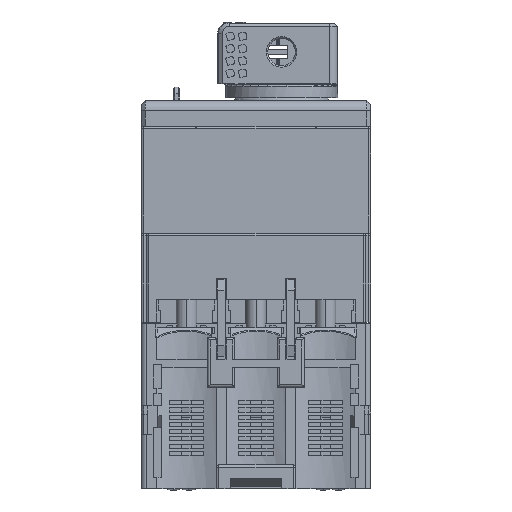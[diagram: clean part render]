
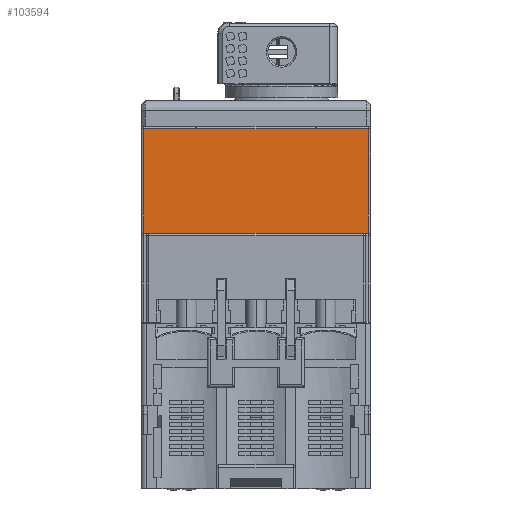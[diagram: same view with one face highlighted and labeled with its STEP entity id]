
A CAD part, front view. The second image highlights one B-rep face of the part: STEP entity #103594.
In plain terms, the highlighted planar face has unit normal (0, -1, 0).
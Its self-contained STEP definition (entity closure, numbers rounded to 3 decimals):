
#10079=DIRECTION('',(0.,0.,-1.));
#10080=VECTOR('',#10079,20.2);
#10081=CARTESIAN_POINT('',(1.207,14.25,37.9));
#10082=LINE('',#10081,#10080);
#10131=DIRECTION('',(-1.,0.,0.));
#10132=VECTOR('',#10131,43.5);
#10133=CARTESIAN_POINT('',(44.707,14.25,37.9));
#10134=LINE('',#10133,#10132);
#13062=DIRECTION('',(0.,0.,1.));
#13063=VECTOR('',#13062,20.2);
#13064=CARTESIAN_POINT('',(44.707,14.25,17.7));
#13065=LINE('',#13064,#13063);
#13070=DIRECTION('',(-1.,0.,0.));
#13071=VECTOR('',#13070,43.5);
#13072=CARTESIAN_POINT('',(44.707,14.25,17.7));
#13073=LINE('',#13072,#13071);
#82281=CARTESIAN_POINT('',(1.207,14.25,17.7));
#82283=VERTEX_POINT('',#82281);
#82285=CARTESIAN_POINT('',(44.707,14.25,17.7));
#82286=VERTEX_POINT('',#82285);
#83657=CARTESIAN_POINT('',(1.207,14.25,37.9));
#83658=VERTEX_POINT('',#83657);
#83669=CARTESIAN_POINT('',(44.707,14.25,37.9));
#83670=VERTEX_POINT('',#83669);
#103582=CARTESIAN_POINT('',(45.207,14.25,43.4));
#103583=DIRECTION('',(0.,-1.,0.));
#103584=DIRECTION('',(0.,0.,-1.));
#103585=AXIS2_PLACEMENT_3D('',#103582,#103583,#103584);
#103586=PLANE('',#103585);
#103587=ORIENTED_EDGE('',*,*,#100508,.F.);
#103588=ORIENTED_EDGE('',*,*,#103572,.F.);
#103590=ORIENTED_EDGE('',*,*,#103589,.T.);
#103591=ORIENTED_EDGE('',*,*,#100471,.F.);
#103592=EDGE_LOOP('',(#103587,#103588,#103590,#103591));
#103593=FACE_OUTER_BOUND('',#103592,.F.);
#103594=ADVANCED_FACE('',(#103593),#103586,.T.);
#100471=EDGE_CURVE('',#83658,#82283,#10082,.T.);
#100508=EDGE_CURVE('',#83670,#83658,#10134,.T.);
#103572=EDGE_CURVE('',#82286,#83670,#13065,.T.);
#103589=EDGE_CURVE('',#82286,#82283,#13073,.T.);
